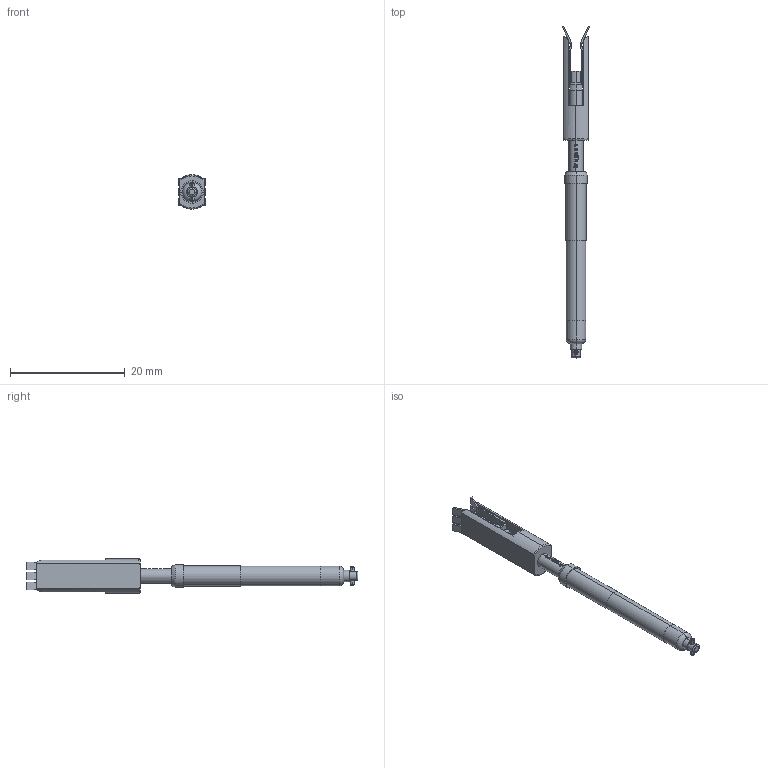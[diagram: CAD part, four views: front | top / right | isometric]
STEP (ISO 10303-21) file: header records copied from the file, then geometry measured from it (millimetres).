
FILE_DESCRIPTION (( 'STEP AP203' ), '1' );
FILE_NAME ('INGUN_HKF-617_06308_080_A_xxx02.STEP', '2025-12-04T14:49:38', ( '' ), ( '' ), 'SwSTEP 2.0', 'SolidWorks 2023', '' );
FILE_SCHEMA (( 'CONFIG_CONTROL_DESIGN' ));
Length unit declared in the file: millimetre
Products named in the file (1): INGUN_HKF-617_06308_080_A_xxx02
Bounding box: 4.8 x 57.9 x 6 mm (x, y, z)
Volume: 611.7 mm3; surface area: 1098.6 mm2
Topology: 1 solids, 1 shells, 280 faces, 724 edges, 449 vertices
Faces by surface type: plane 147, cylinder 90, bspline 26, cone 10, torus 7
Entity records: 10771 total; most frequent: CARTESIAN_POINT 4000, ORIENTED_EDGE 1448, DIRECTION 1352, EDGE_CURVE 724, AXIS2_PLACEMENT_3D 497, VERTEX_POINT 449, LINE 358, VECTOR 358
